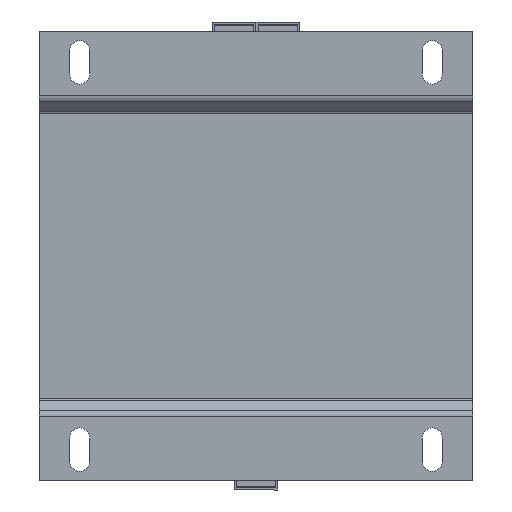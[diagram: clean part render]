
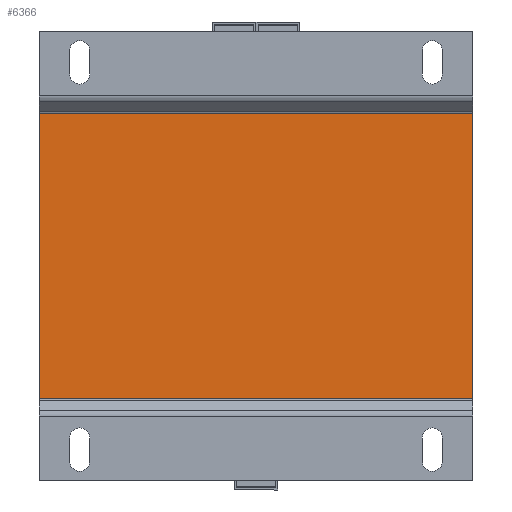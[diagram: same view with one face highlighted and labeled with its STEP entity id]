
A CAD part, front view. The second image highlights one B-rep face of the part: STEP entity #6366.
In plain terms, the highlighted planar face has unit normal (0, -1, 0).
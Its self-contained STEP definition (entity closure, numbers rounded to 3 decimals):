
#45 = EDGE_CURVE ( 'NONE', #95, #4161, #1984, .T. ) ;
#95 = VERTEX_POINT ( 'NONE', #5989 ) ;
#250 = VECTOR ( 'NONE', #9990, 1000. ) ;
#776 = ORIENTED_EDGE ( 'NONE', *, *, #8084, .F. ) ;
#966 = DIRECTION ( 'NONE',  ( 0., 0., -1. ) ) ;
#1001 = CARTESIAN_POINT ( 'NONE',  ( 75., -64.5, -77.7 ) ) ;
#1088 = EDGE_CURVE ( 'NONE', #3064, #4161, #10130, .T. ) ;
#1984 = LINE ( 'NONE', #6875, #10700 ) ;
#2021 = DIRECTION ( 'NONE',  ( 0., 0., 1. ) ) ;
#2378 = ORIENTED_EDGE ( 'NONE', *, *, #1088, .F. ) ;
#2663 = FACE_OUTER_BOUND ( 'NONE', #10886, .T. ) ;
#3024 = PLANE ( 'NONE',  #7969 ) ;
#3061 = DIRECTION ( 'NONE',  ( 0., 0., 1. ) ) ;
#3064 = VERTEX_POINT ( 'NONE', #10603 ) ;
#3304 = LINE ( 'NONE', #1001, #8286 ) ;
#4146 = EDGE_CURVE ( 'NONE', #8496, #3064, #4797, .T. ) ;
#4161 = VERTEX_POINT ( 'NONE', #7369 ) ;
#4538 = CARTESIAN_POINT ( 'NONE',  ( 0., -64.5, -49.313 ) ) ;
#4666 = ORIENTED_EDGE ( 'NONE', *, *, #4146, .F. ) ;
#4736 = CARTESIAN_POINT ( 'NONE',  ( 0., -64.5, 0. ) ) ;
#4797 = LINE ( 'NONE', #4538, #250 ) ;
#5242 = ORIENTED_EDGE ( 'NONE', *, *, #45, .T. ) ;
#5989 = CARTESIAN_POINT ( 'NONE',  ( 75., -64.5, 49.313 ) ) ;
#6366 = ADVANCED_FACE ( 'NONE', ( #2663 ), #3024, .F. ) ;
#6836 = CARTESIAN_POINT ( 'NONE',  ( 75., -64.5, -49.313 ) ) ;
#6875 = CARTESIAN_POINT ( 'NONE',  ( 0., -64.5, 49.313 ) ) ;
#7369 = CARTESIAN_POINT ( 'NONE',  ( -75., -64.5, 49.313 ) ) ;
#7500 = DIRECTION ( 'NONE',  ( 0., 1., 0. ) ) ;
#7969 = AXIS2_PLACEMENT_3D ( 'NONE', #4736, #7500, #3061 ) ;
#8084 = EDGE_CURVE ( 'NONE', #95, #8496, #3304, .T. ) ;
#8286 = VECTOR ( 'NONE', #966, 1000. ) ;
#8496 = VERTEX_POINT ( 'NONE', #6836 ) ;
#9448 = VECTOR ( 'NONE', #2021, 1000. ) ;
#9990 = DIRECTION ( 'NONE',  ( -1., 0., 0. ) ) ;
#10130 = LINE ( 'NONE', #11038, #9448 ) ;
#10495 = DIRECTION ( 'NONE',  ( -1., 0., 0. ) ) ;
#10603 = CARTESIAN_POINT ( 'NONE',  ( -75., -64.5, -49.313 ) ) ;
#10700 = VECTOR ( 'NONE', #10495, 1000. ) ;
#10886 = EDGE_LOOP ( 'NONE', ( #776, #5242, #2378, #4666 ) ) ;
#11038 = CARTESIAN_POINT ( 'NONE',  ( -75., -64.5, -77.7 ) ) ;
